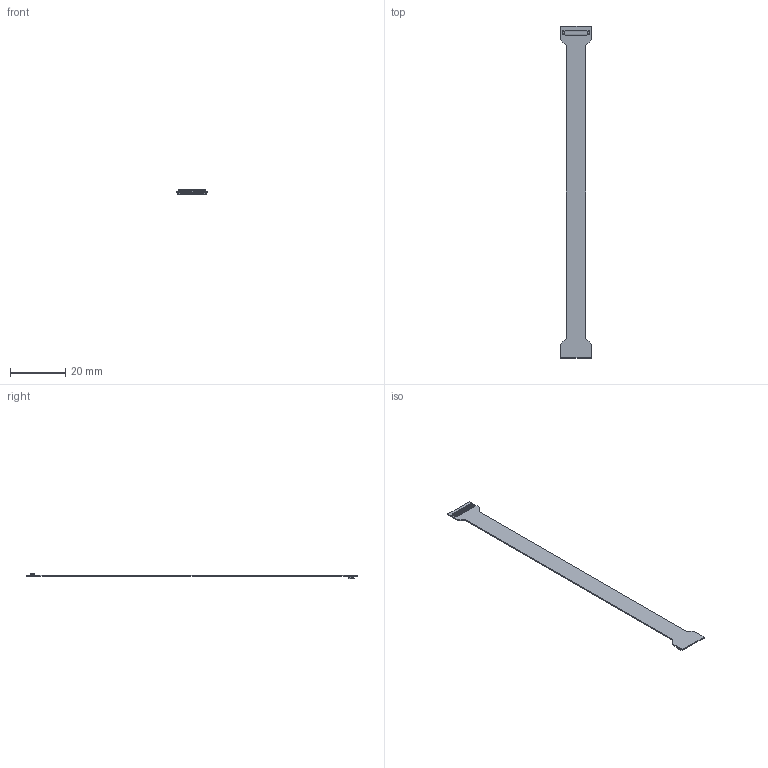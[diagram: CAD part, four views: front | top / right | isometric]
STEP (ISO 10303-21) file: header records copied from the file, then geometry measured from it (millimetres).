
FILE_DESCRIPTION(('Open CASCADE Model'),'2;1');
FILE_NAME('Open CASCADE Shape Model','2021-07-28T18:19:45',('Author'),( 'Open CASCADE'),'Open CASCADE STEP processor 6.8','Open CASCADE 6.8' ,'Unknown');
FILE_SCHEMA(('AUTOMOTIVE_DESIGN { 1 0 10303 214 1 1 1 1 }'));
Length unit declared in the file: millimetre
Products named in the file (7): PCB; Board; Open CASCADE STEP translator 6.8 1.1.1; J1; axe540127; J2; axe640124
Assembly tree (6 placements, depth 3):
  PCB
    Board
      Open CASCADE STEP translator 6.8 1.1.1
    J1
      axe540127
    J2
      axe640124
Bounding box: 11.01 x 120.01 x 1.83 mm (x, y, z)
Volume: 381.8 mm3; surface area: 2035.1 mm2
Topology: 3 solids, 3 shells, 2132 faces, 5834 edges, 3752 vertices
Faces by surface type: plane 1707, cylinder 397, torus 8, bspline 8, cone 8, revolution 4
Entity records: 67426 total; most frequent: CARTESIAN_POINT 13269, ORIENTED_EDGE 11660, DIRECTION 10782, EDGE_CURVE 5830, LINE 4640, VECTOR 4640, VERTEX_POINT 3752, AXIS2_PLACEMENT_3D 3069
